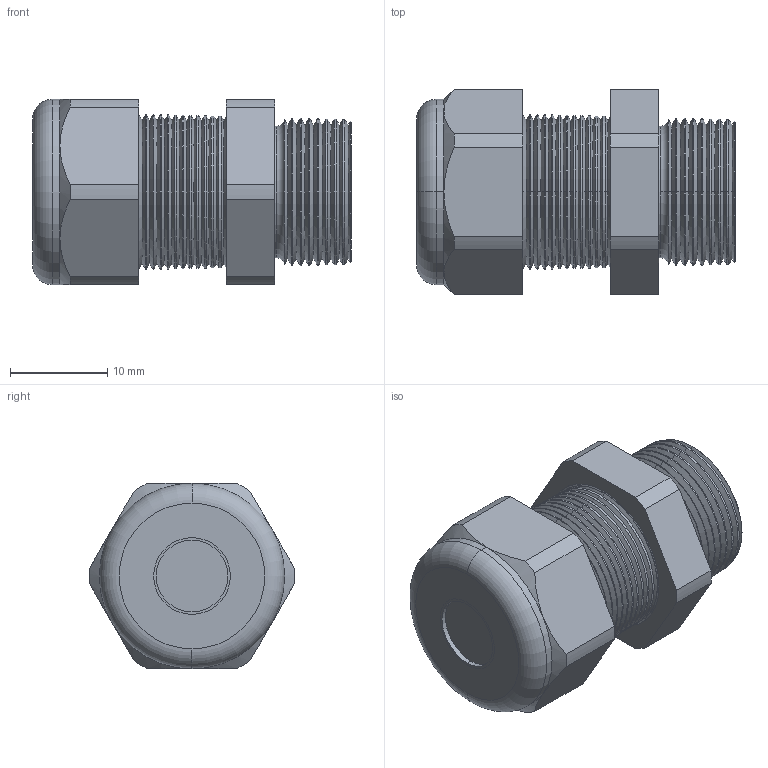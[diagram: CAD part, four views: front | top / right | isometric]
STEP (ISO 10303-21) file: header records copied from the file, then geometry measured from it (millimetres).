
FILE_DESCRIPTION (( 'STEP AP203' ), '1' );
FILE_NAME ('CD17MP-GY.STEP', '2008-11-25T05:27:48', ( 'bay06' ), ( '' ), 'SwSTEP 2.0', 'SolidWorks 2007', '' );
FILE_SCHEMA (( 'CONFIG_CONTROL_DESIGN' ));
Length unit declared in the file: inch
Products named in the file (1): CD17MP-GY
Bounding box: 32.77 x 21.14 x 19.05 mm (x, y, z)
Volume: 5843.4 mm3; surface area: 4257.9 mm2
Topology: 2 solids, 2 shells, 179 faces, 376 edges, 206 vertices
Faces by surface type: cone 132, plane 21, cylinder 20, torus 6
Entity records: 4815 total; most frequent: DIRECTION 912, CARTESIAN_POINT 834, ORIENTED_EDGE 752, EDGE_CURVE 376, AXIS2_PLACEMENT_3D 368, VERTEX_POINT 206, CIRCLE 188, EDGE_LOOP 186
